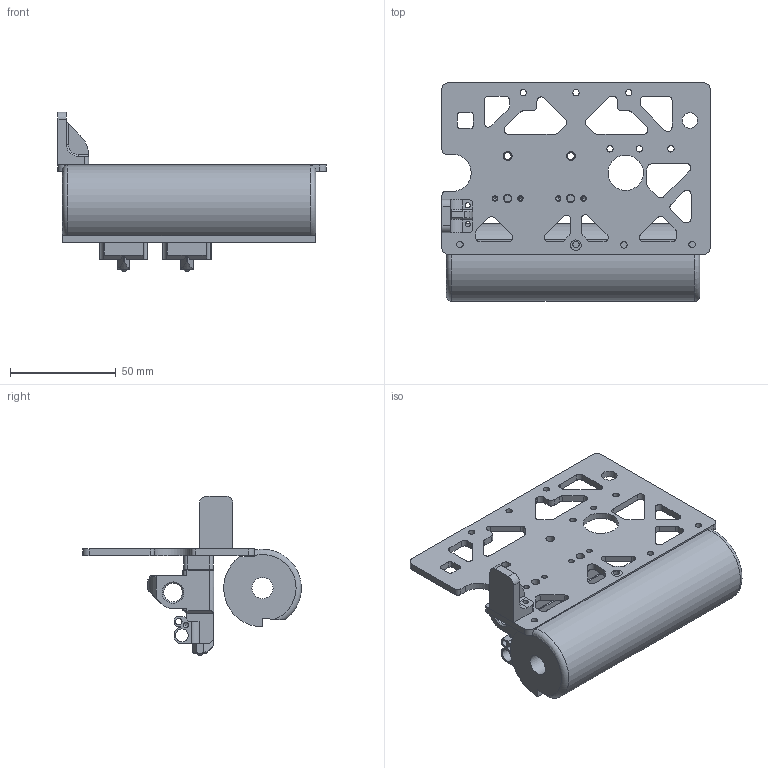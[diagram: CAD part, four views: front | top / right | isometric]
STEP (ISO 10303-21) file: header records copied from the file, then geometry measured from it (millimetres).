
FILE_DESCRIPTION(/* description */ (''),/* implementation_level */ '2;1');
FILE_NAME(/* name */ 'CubePro replacement gantry plate to mount twin mosquito water cooled hotends.step',/* time_stamp */ '2023-09-23T17:14:43+12:00',/* author */ (''),/* organization */ (''),/* preprocessor_version */ 'ST-DEVELOPER v20',/* originating_system */ 'Autodesk Translation Framework v12.9.0.99',/* authorisation */ '');
FILE_SCHEMA (('AUTOMOTIVE_DESIGN { 1 0 10303 214 3 1 1 }'));
Length unit declared in the file: millimetre
Products named in the file (5): CubePro replacement gantry plate to mount E3D Chimera air cooled (v29
~recovered); mosquito liquid 1.75 (1); dragchain mount lower; endstop; mosquito shim 6.5mm
Assembly tree (5 placements, depth 2):
  CubePro replacement gantry plate to mount E3D Chimera air cooled (v29
~recovered)
    mosquito liquid 1.75 (1)  x2
    dragchain mount lower
    endstop
    mosquito shim 6.5mm
Bounding box: 127 x 103.58 x 75.75 mm (x, y, z)
Volume: 168609.2 mm3; surface area: 58227.5 mm2
Topology: 6 solids, 6 shells, 505 faces, 1414 edges, 922 vertices
Faces by surface type: plane 262, cylinder 195, cone 44, torus 4
Full cylindrical faces by diameter (mm): 2.05 x4, 2.5 x8, 2.6 x8, 2.8 x4, 3 x10, 3.1 x2, 3.3 x4, 3.44 x2, 4 x4, 4.1 x2, 4.2 x2, 4.9 x4, 5.032 x1, 6.03 x2, 7.35 x1, 8.8 x2, 10 x1, 16.739 x1
Entity records: 11778 total; most frequent: CARTESIAN_POINT 2119, DIRECTION 2018, ORIENTED_EDGE 1960, EDGE_CURVE 980, AXIS2_PLACEMENT_3D 701, VERTEX_POINT 645, LINE 616, VECTOR 616
